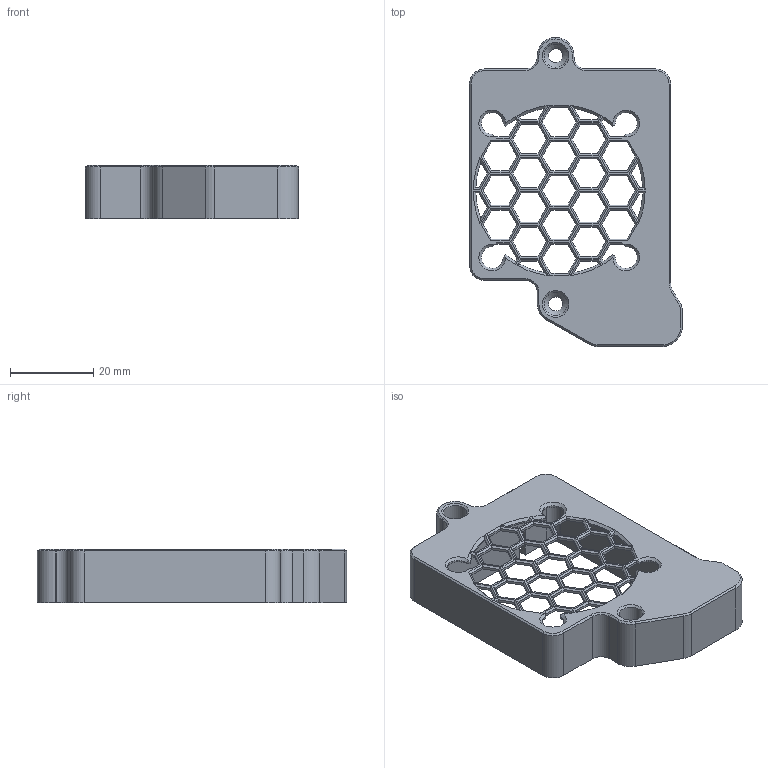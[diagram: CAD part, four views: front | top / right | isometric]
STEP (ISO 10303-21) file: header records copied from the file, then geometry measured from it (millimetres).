
FILE_DESCRIPTION(/* description */ (''),/* implementation_level */ '2;1');
FILE_NAME(/* name */ 'FanCover.stp',/* time_stamp */ '2022-07-31T16:34:33+02:00',/* author */ ('Rama'),/* organization */ (''),/* preprocessor_version */ 'ST-DEVELOPER v18.1',/* originating_system */ 'Autodesk Inventor 2022',/* authorisation */ '');
FILE_SCHEMA (('AUTOMOTIVE_DESIGN { 1 0 10303 214 3 1 1 }'));
Length unit declared in the file: millimetre
Products named in the file (1): FanCover
Bounding box: 51.1 x 74.16 x 12.8 mm (x, y, z)
Volume: 8392 mm3; surface area: 12635.7 mm2
Topology: 1 solids, 1 shells, 490 faces, 1286 edges, 798 vertices
Faces by surface type: plane 379, cylinder 63, cone 48
Full cylindrical faces by diameter (mm): 3.4 x2, 5.6 x2
Entity records: 14815 total; most frequent: CARTESIAN_POINT 2731, ORIENTED_EDGE 2572, DIRECTION 2362, EDGE_CURVE 1286, LINE 1048, VECTOR 1048, VERTEX_POINT 798, AXIS2_PLACEMENT_3D 657
